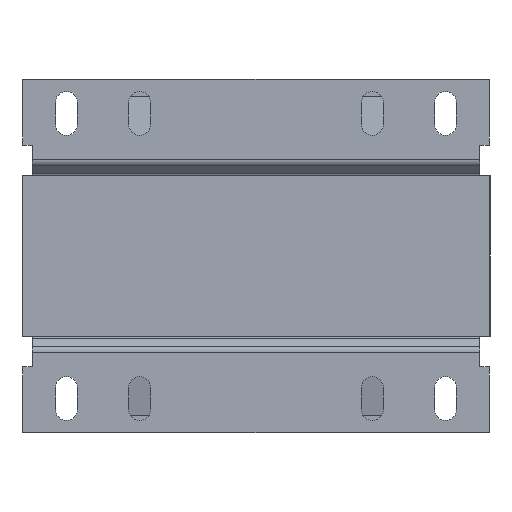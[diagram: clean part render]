
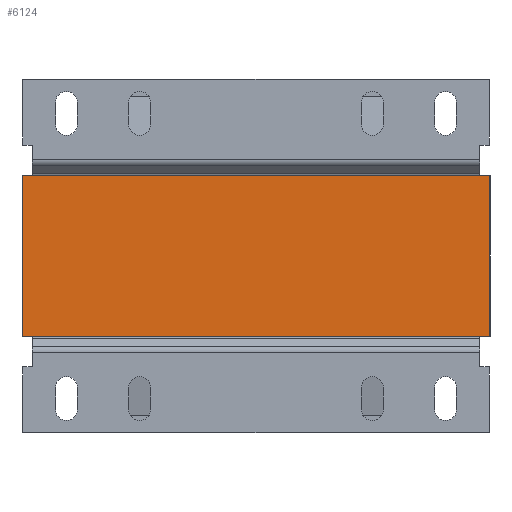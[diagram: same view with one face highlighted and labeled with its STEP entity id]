
A CAD part, front view. The second image highlights one B-rep face of the part: STEP entity #6124.
In plain terms, the highlighted planar face has unit normal (0, -1, 0).
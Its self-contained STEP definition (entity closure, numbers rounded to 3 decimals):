
#113 = CARTESIAN_POINT ( 'NONE',  ( 0., -82.5, -33. ) ) ;
#120 = CARTESIAN_POINT ( 'NONE',  ( 95.75, -82.5, 74. ) ) ;
#163 = VERTEX_POINT ( 'NONE', #3790 ) ;
#531 = DIRECTION ( 'NONE',  ( 0., 0., 1. ) ) ;
#653 = LINE ( 'NONE', #5760, #3946 ) ;
#690 = VERTEX_POINT ( 'NONE', #4336 ) ;
#746 = AXIS2_PLACEMENT_3D ( 'NONE', #6593, #4474, #531 ) ;
#793 = LINE ( 'NONE', #1352, #7497 ) ;
#960 = LINE ( 'NONE', #7454, #8003 ) ;
#1257 = VERTEX_POINT ( 'NONE', #5960 ) ;
#1352 = CARTESIAN_POINT ( 'NONE',  ( -95.75, -82.5, 74. ) ) ;
#1418 = FACE_OUTER_BOUND ( 'NONE', #4722, .T. ) ;
#1595 = LINE ( 'NONE', #2828, #3849 ) ;
#1784 = CARTESIAN_POINT ( 'NONE',  ( 91.75, -82.5, 33. ) ) ;
#1835 = ORIENTED_EDGE ( 'NONE', *, *, #6217, .F. ) ;
#1979 = ORIENTED_EDGE ( 'NONE', *, *, #3653, .F. ) ;
#2061 = LINE ( 'NONE', #8748, #8605 ) ;
#2189 = ORIENTED_EDGE ( 'NONE', *, *, #3013, .F. ) ;
#2190 = VERTEX_POINT ( 'NONE', #1784 ) ;
#2309 = ORIENTED_EDGE ( 'NONE', *, *, #4202, .T. ) ;
#2383 = CARTESIAN_POINT ( 'NONE',  ( 95.75, -82.5, -33. ) ) ;
#2457 = EDGE_CURVE ( 'Defeature ausgef�hrt1_98+Defeature ausgef�hrt1_97+Defeature ausgef�hrt1_93+Defeature ausgef�hrt1_99', #1257, #7368, #1595, .T. ) ;
#2632 = DIRECTION ( 'NONE',  ( 1., 0., 0. ) ) ;
#2656 = LINE ( 'NONE', #113, #4152 ) ;
#2759 = CARTESIAN_POINT ( 'NONE',  ( 95.75, -82.5, 33. ) ) ;
#2790 = EDGE_CURVE ( 'Defeature ausgef�hrt1_98+Defeature ausgef�hrt1_100+Defeature ausgef�hrt1_99+Defeature ausgef�hrt1_76', #8407, #2190, #653, .T. ) ;
#2828 = CARTESIAN_POINT ( 'NONE',  ( 95.75, -82.5, -33. ) ) ;
#3013 = EDGE_CURVE ( 'Defeature ausgef�hrt1_99+Defeature ausgef�hrt1_98+Defeature ausgef�hrt1_100+Defeature ausgef�hrt1_97', #8407, #7368, #6522, .T. ) ;
#3054 = ORIENTED_EDGE ( 'NONE', *, *, #5637, .T. ) ;
#3062 = LINE ( 'NONE', #4871, #7996 ) ;
#3332 = VERTEX_POINT ( 'NONE', #5180 ) ;
#3486 = DIRECTION ( 'NONE',  ( 1., 0., 0. ) ) ;
#3653 = EDGE_CURVE ( 'Defeature ausgef�hrt1_93+Defeature ausgef�hrt1_98+Defeature ausgef�hrt1_95+Defeature ausgef�hrt1_94', #1257, #3332, #2656, .T. ) ;
#3790 = CARTESIAN_POINT ( 'NONE',  ( -91.75, -82.5, 33. ) ) ;
#3849 = VECTOR ( 'NONE', #3486, 1000. ) ;
#3946 = VECTOR ( 'NONE', #6546, 1000. ) ;
#4152 = VECTOR ( 'NONE', #6912, 1000. ) ;
#4202 = EDGE_CURVE ( 'Defeature ausgef�hrt1_98+Defeature ausgef�hrt1_101+Defeature ausgef�hrt1_76+Defeature ausgef�hrt1_102', #163, #690, #960, .T. ) ;
#4336 = CARTESIAN_POINT ( 'NONE',  ( -95.75, -82.5, 33. ) ) ;
#4474 = DIRECTION ( 'NONE',  ( 0., 1., 0. ) ) ;
#4616 = EDGE_CURVE ( 'Defeature ausgef�hrt1_76+Defeature ausgef�hrt1_98+Defeature ausgef�hrt1_78+Defeature ausgef�hrt1_77', #163, #2190, #3062, .T. ) ;
#4722 = EDGE_LOOP ( 'NONE', ( #6316, #2309, #1835, #3054, #1979, #8076, #2189, #8056 ) ) ;
#4824 = DIRECTION ( 'NONE',  ( 0., 0., -1. ) ) ;
#4871 = CARTESIAN_POINT ( 'NONE',  ( 0., -82.5, 33. ) ) ;
#5180 = CARTESIAN_POINT ( 'NONE',  ( -91.75, -82.5, -33. ) ) ;
#5265 = PLANE ( 'NONE',  #746 ) ;
#5612 = DIRECTION ( 'NONE',  ( 1., 0., 0. ) ) ;
#5637 = EDGE_CURVE ( 'Defeature ausgef�hrt1_98+Defeature ausgef�hrt1_96+Defeature ausgef�hrt1_102+Defeature ausgef�hrt1_93', #7629, #3332, #2061, .T. ) ;
#5760 = CARTESIAN_POINT ( 'NONE',  ( 95.75, -82.5, 33. ) ) ;
#5960 = CARTESIAN_POINT ( 'NONE',  ( 91.75, -82.5, -33. ) ) ;
#6109 = CARTESIAN_POINT ( 'NONE',  ( -95.75, -82.5, -33. ) ) ;
#6124 = ADVANCED_FACE ( 'Defeature ausgef�hrt1_98', ( #1418 ), #5265, .F. ) ;
#6217 = EDGE_CURVE ( 'Defeature ausgef�hrt1_102+Defeature ausgef�hrt1_98+Defeature ausgef�hrt1_96+Defeature ausgef�hrt1_101', #7629, #690, #793, .T. ) ;
#6316 = ORIENTED_EDGE ( 'NONE', *, *, #4616, .F. ) ;
#6522 = LINE ( 'NONE', #120, #8007 ) ;
#6546 = DIRECTION ( 'NONE',  ( -1., 0., 0. ) ) ;
#6593 = CARTESIAN_POINT ( 'NONE',  ( 0., -82.5, 0. ) ) ;
#6731 = DIRECTION ( 'NONE',  ( 0., 0., 1. ) ) ;
#6912 = DIRECTION ( 'NONE',  ( -1., 0., 0. ) ) ;
#7368 = VERTEX_POINT ( 'NONE', #2383 ) ;
#7454 = CARTESIAN_POINT ( 'NONE',  ( -91.75, -82.5, 33. ) ) ;
#7497 = VECTOR ( 'NONE', #6731, 1000. ) ;
#7629 = VERTEX_POINT ( 'NONE', #6109 ) ;
#7996 = VECTOR ( 'NONE', #5612, 1000. ) ;
#8003 = VECTOR ( 'NONE', #8152, 1000. ) ;
#8007 = VECTOR ( 'NONE', #4824, 1000. ) ;
#8056 = ORIENTED_EDGE ( 'NONE', *, *, #2790, .T. ) ;
#8076 = ORIENTED_EDGE ( 'NONE', *, *, #2457, .T. ) ;
#8152 = DIRECTION ( 'NONE',  ( -1., 0., 0. ) ) ;
#8407 = VERTEX_POINT ( 'NONE', #2759 ) ;
#8605 = VECTOR ( 'NONE', #2632, 1000. ) ;
#8748 = CARTESIAN_POINT ( 'NONE',  ( -91.75, -82.5, -33. ) ) ;
